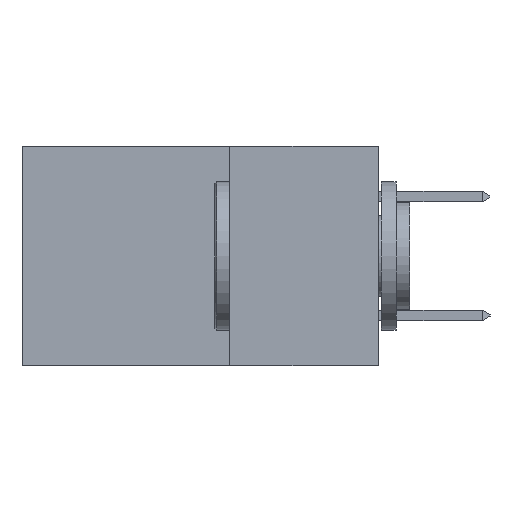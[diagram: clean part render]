
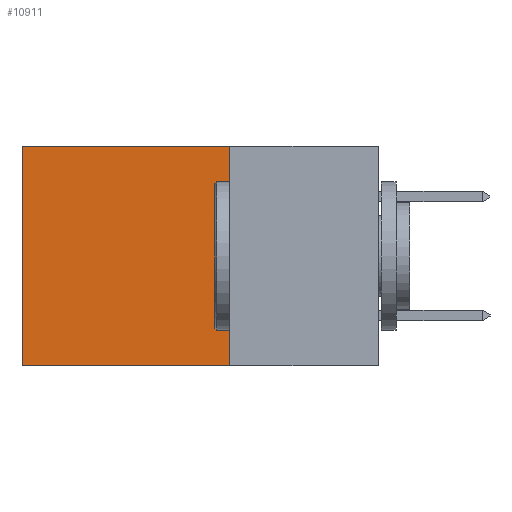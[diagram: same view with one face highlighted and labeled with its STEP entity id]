
A CAD part, left-side view. The second image highlights one B-rep face of the part: STEP entity #10911.
In plain terms, the highlighted planar face has unit normal (-1, 0, 0).
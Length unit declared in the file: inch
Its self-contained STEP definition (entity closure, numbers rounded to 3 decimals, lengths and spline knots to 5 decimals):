
#93 = ORIENTED_EDGE ( 'NONE', *, *, #15038, .T. ) ;
#141 = CARTESIAN_POINT ( 'NONE',  ( 0.2615, 0.25, 0. ) ) ;
#255 = LINE ( 'NONE', #6570, #4180 ) ;
#1206 = CARTESIAN_POINT ( 'NONE',  ( 0.2615, 0.6, -0.37 ) ) ;
#1634 = VECTOR ( 'NONE', #14455, 39.37008 ) ;
#2466 = FACE_OUTER_BOUND ( 'NONE', #7477, .T. ) ;
#2993 = ORIENTED_EDGE ( 'NONE', *, *, #12161, .T. ) ;
#3313 = VERTEX_POINT ( 'NONE', #141 ) ;
#3434 = CARTESIAN_POINT ( 'NONE',  ( 0.2615, 0.6, -0.37 ) ) ;
#4061 = VECTOR ( 'NONE', #6708, 39.37008 ) ;
#4114 = DIRECTION ( 'NONE',  ( 1., 0., 0. ) ) ;
#4180 = VECTOR ( 'NONE', #16201, 39.37008 ) ;
#5088 = CARTESIAN_POINT ( 'NONE',  ( 0.2615, 0.25, -0.37 ) ) ;
#6458 = DIRECTION ( 'NONE',  ( 0., 0., -1. ) ) ;
#6570 = CARTESIAN_POINT ( 'NONE',  ( 0.2615, 0.25, 0. ) ) ;
#6708 = DIRECTION ( 'NONE',  ( 0., 1., 0. ) ) ;
#7138 = VECTOR ( 'NONE', #6458, 39.37008 ) ;
#7477 = EDGE_LOOP ( 'NONE', ( #93, #14563, #13083, #2993 ) ) ;
#8144 = PLANE ( 'NONE',  #16405 ) ;
#8326 = CARTESIAN_POINT ( 'NONE',  ( 0.2615, 0.25, -0.37 ) ) ;
#8484 = VERTEX_POINT ( 'NONE', #11393 ) ;
#8487 = LINE ( 'NONE', #10872, #4061 ) ;
#9586 = EDGE_CURVE ( 'NONE', #14080, #10360, #8487, .T. ) ;
#10360 = VERTEX_POINT ( 'NONE', #1206 ) ;
#10872 = CARTESIAN_POINT ( 'NONE',  ( 0.2615, 0.25, -0.37 ) ) ;
#10911 = ADVANCED_FACE ( 'NONE', ( #2466 ), #8144, .F. ) ;
#11393 = CARTESIAN_POINT ( 'NONE',  ( 0.2615, 0.6, 0. ) ) ;
#12161 = EDGE_CURVE ( 'NONE', #3313, #8484, #255, .T. ) ;
#12284 = LINE ( 'NONE', #3434, #1634 ) ;
#13083 = ORIENTED_EDGE ( 'NONE', *, *, #16699, .F. ) ;
#13723 = DIRECTION ( 'NONE',  ( 0., 0., -1. ) ) ;
#14080 = VERTEX_POINT ( 'NONE', #8326 ) ;
#14455 = DIRECTION ( 'NONE',  ( 0., 0., -1. ) ) ;
#14508 = LINE ( 'NONE', #5088, #7138 ) ;
#14563 = ORIENTED_EDGE ( 'NONE', *, *, #9586, .F. ) ;
#15038 = EDGE_CURVE ( 'NONE', #8484, #10360, #12284, .T. ) ;
#16201 = DIRECTION ( 'NONE',  ( 0., 1., 0. ) ) ;
#16405 = AXIS2_PLACEMENT_3D ( 'NONE', #17759, #4114, #13723 ) ;
#16699 = EDGE_CURVE ( 'NONE', #3313, #14080, #14508, .T. ) ;
#17759 = CARTESIAN_POINT ( 'NONE',  ( 0.2615, 0.25, -0.37 ) ) ;
